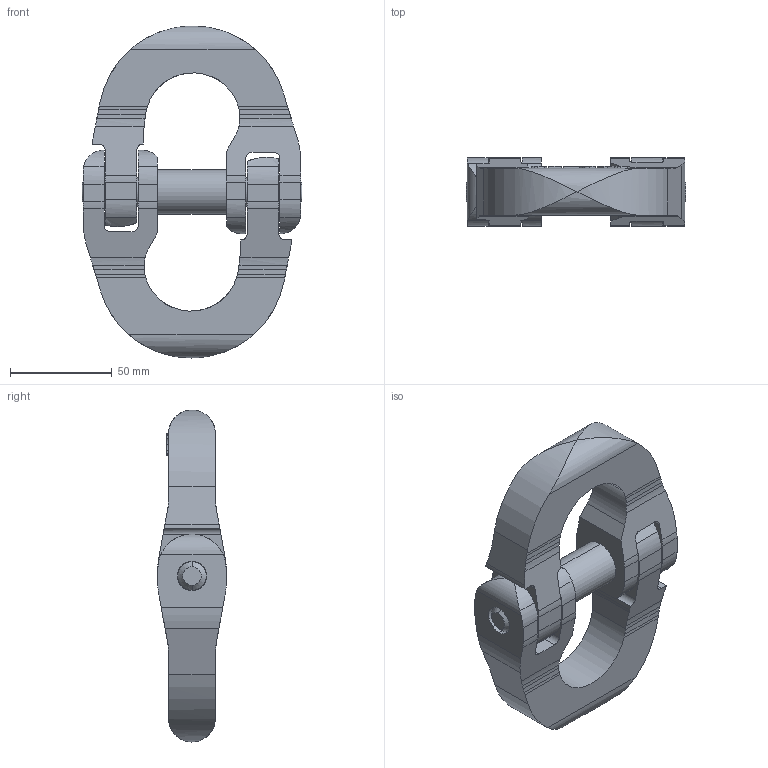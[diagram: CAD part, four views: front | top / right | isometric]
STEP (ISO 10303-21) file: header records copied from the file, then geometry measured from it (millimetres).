
FILE_DESCRIPTION(('STEP AP214'),'1');
FILE_NAME('cl_20.stp','2018-01-24T08:42:55',('TraceParts'),('TraceParts S.A.'),'Spatial InterOp 3D',' ',' ');
FILE_SCHEMA(('automotive_design'));
Length unit declared in the file: millimetre
Products named in the file (3): cl_20_1; cl_20_2; cl_20_3
Bounding box: 108 x 33.5 x 163 mm (x, y, z)
Volume: 250075.3 mm3; surface area: 55864 mm2
Topology: 3 solids, 3 shells, 261 faces, 729 edges, 484 vertices
Faces by surface type: plane 112, bspline 99, cylinder 46, cone 4
Entity records: 13660 total; most frequent: CARTESIAN_POINT 5293, ORIENTED_EDGE 1458, DIRECTION 1013, EDGE_CURVE 729, VERTEX_POINT 484, LINE 427, VECTOR 427, AXIS2_PLACEMENT_3D 293
